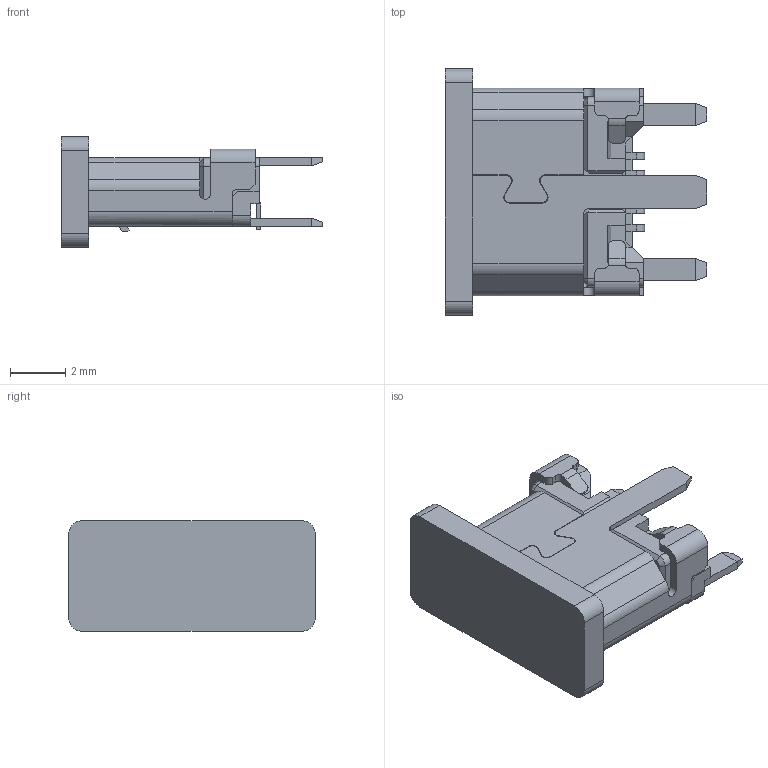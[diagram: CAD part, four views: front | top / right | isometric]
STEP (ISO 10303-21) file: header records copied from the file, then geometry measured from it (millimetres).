
FILE_DESCRIPTION(('CoCreate Modeling STEP Export'),'2;1');
FILE_NAME('d.stp','2018-01-17T15:05:57',(''),(''),'CoCreate Modeling STEP processor for AP214 (Solid Model)','CoCreate Modeling 16.00 13-May-2008 (C) Parametric Technology GmbH','');
FILE_SCHEMA(('AUTOMOTIVE_DESIGN { 1 0 10303 214 1 1 1 1 }'));
Length unit declared in the file: millimetre
Products named in the file (22): LAYER; LAYER.1; MSBR; LAYER.2; LAYER.3; LAYER.4; LAYER.5; LAYER.6; LAYER.7; LAYER.8; LAYER.9
Assembly tree (12 placements, depth 3):
  LAYER
    LAYER
  LAYER.1
    LAYER
  LAYER.2
    LAYER
      MSBR
  LAYER.3
    LAYER
  LAYER.4
    LAYER
Bounding box: 9.45 x 8.9 x 4 mm (x, y, z)
Volume: 106.4 mm3; surface area: 467.2 mm2
Topology: 2 solids, 2 shells, 637 faces, 1766 edges, 1136 vertices
Faces by surface type: plane 450, cylinder 157, cone 14, bspline 8, torus 8
Entity records: 21020 total; most frequent: CARTESIAN_POINT 4528, ORIENTED_EDGE 3532, DIRECTION 3151, EDGE_CURVE 1764, VECTOR 1321, LINE 1321, VERTEX_POINT 1136, AXIS2_PLACEMENT_3D 915
